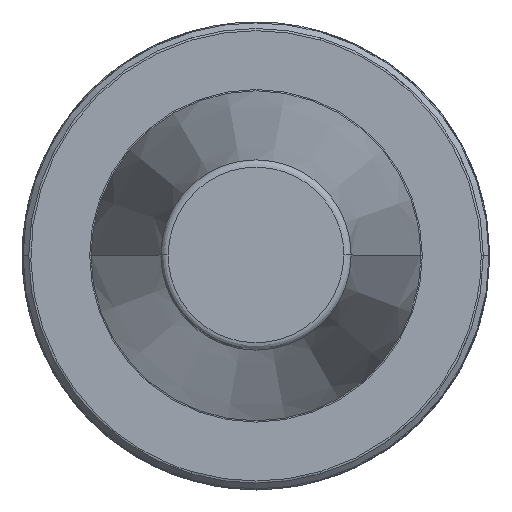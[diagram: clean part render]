
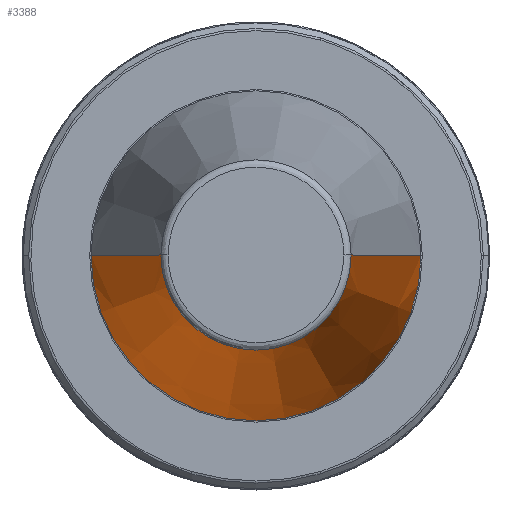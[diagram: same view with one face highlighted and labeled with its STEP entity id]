
A CAD part, top view. The second image highlights one B-rep face of the part: STEP entity #3388.
In plain terms, the highlighted conical face has half-angle 8.297 degrees and reference radius 12.812 mm.
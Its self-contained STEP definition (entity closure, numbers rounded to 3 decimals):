
#102 = AXIS2_PLACEMENT_3D ( 'NONE', #1250, #1377, #1375 ) ;
#158 = CARTESIAN_POINT ( 'NONE',  ( -12.812, 0., 64.544 ) ) ;
#200 = EDGE_CURVE ( 'NONE', #1941, #3064, #931, .T. ) ;
#202 = EDGE_CURVE ( 'NONE', #2414, #1941, #897, .T. ) ;
#208 = EDGE_CURVE ( 'NONE', #2414, #2252, #901, .T. ) ;
#288 = AXIS2_PLACEMENT_3D ( 'NONE', #2041, #1964, #1940 ) ;
#364 = AXIS2_PLACEMENT_3D ( 'NONE', #1212, #1201, #1200 ) ;
#437 = CIRCLE ( 'NONE', #102, 22.225 ) ;
#582 = DIRECTION ( 'NONE',  ( 0.144, 0., -0.99 ) ) ;
#587 = CARTESIAN_POINT ( 'NONE',  ( 12.812, 0., 64.544 ) ) ;
#803 = ORIENTED_EDGE ( 'NONE', *, *, #202, .F. ) ;
#852 = ORIENTED_EDGE ( 'NONE', *, *, #208, .T. ) ;
#857 = VECTOR ( 'NONE', #2785, 1000. ) ;
#892 = VECTOR ( 'NONE', #582, 1000. ) ;
#894 = ORIENTED_EDGE ( 'NONE', *, *, #3869, .T. ) ;
#897 = CIRCLE ( 'NONE', #364, 12.812 ) ;
#901 = LINE ( 'NONE', #2898, #857 ) ;
#931 = LINE ( 'NONE', #587, #892 ) ;
#1200 = DIRECTION ( 'NONE',  ( -1., 0., 0. ) ) ;
#1201 = DIRECTION ( 'NONE',  ( 0., 0., 1. ) ) ;
#1212 = CARTESIAN_POINT ( 'NONE',  ( 0., 0., 64.544 ) ) ;
#1250 = CARTESIAN_POINT ( 'NONE',  ( 0., 0., 0. ) ) ;
#1375 = DIRECTION ( 'NONE',  ( 1., 0., 0. ) ) ;
#1377 = DIRECTION ( 'NONE',  ( 0., 0., 1. ) ) ;
#1889 = CARTESIAN_POINT ( 'NONE',  ( -22.225, 0., 0. ) ) ;
#1940 = DIRECTION ( 'NONE',  ( -1., 0., 0. ) ) ;
#1941 = VERTEX_POINT ( 'NONE', #2453 ) ;
#1964 = DIRECTION ( 'NONE',  ( 0., 0., -1. ) ) ;
#2041 = CARTESIAN_POINT ( 'NONE',  ( 0., 0., 64.544 ) ) ;
#2252 = VERTEX_POINT ( 'NONE', #1889 ) ;
#2414 = VERTEX_POINT ( 'NONE', #158 ) ;
#2453 = CARTESIAN_POINT ( 'NONE',  ( 12.812, 0., 64.544 ) ) ;
#2785 = DIRECTION ( 'NONE',  ( -0.144, 0., -0.99 ) ) ;
#2898 = CARTESIAN_POINT ( 'NONE',  ( -12.812, 0., 64.544 ) ) ;
#2936 = ORIENTED_EDGE ( 'NONE', *, *, #200, .F. ) ;
#3064 = VERTEX_POINT ( 'NONE', #3895 ) ;
#3266 = EDGE_LOOP ( 'NONE', ( #2936, #803, #852, #894 ) ) ;
#3282 = FACE_OUTER_BOUND ( 'NONE', #3266, .T. ) ;
#3338 = CONICAL_SURFACE ( 'NONE', #288, 12.812, 0.145 ) ;
#3388 = ADVANCED_FACE ( 'NONE', ( #3282 ), #3338, .T. ) ;
#3869 = EDGE_CURVE ( 'NONE', #2252, #3064, #437, .T. ) ;
#3895 = CARTESIAN_POINT ( 'NONE',  ( 22.225, 0., 0. ) ) ;
